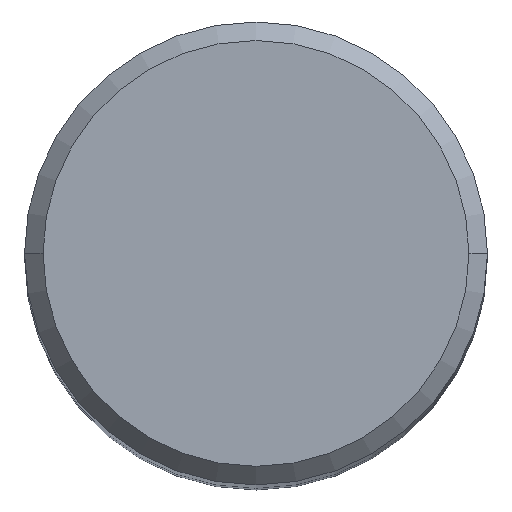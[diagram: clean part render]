
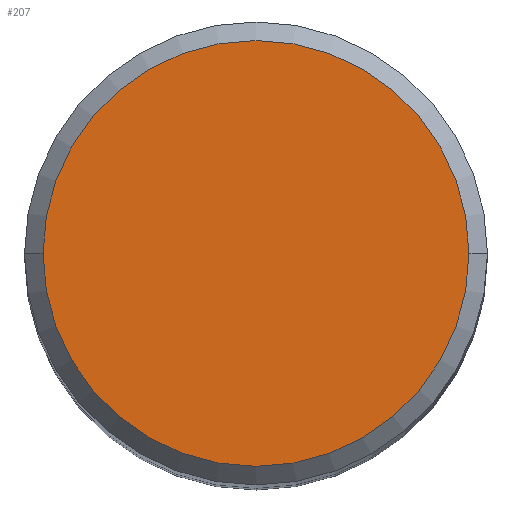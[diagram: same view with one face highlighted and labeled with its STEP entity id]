
A CAD part, top view. The second image highlights one B-rep face of the part: STEP entity #207.
In plain terms, the highlighted planar face has unit normal (0, 0, 1).
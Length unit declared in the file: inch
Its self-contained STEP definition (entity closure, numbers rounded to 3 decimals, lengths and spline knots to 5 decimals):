
#9 = CIRCLE ( 'NONE', #183, 0.1725 ) ;
#31 = DIRECTION ( 'NONE',  ( 0., 0., 1. ) ) ;
#51 = EDGE_CURVE ( 'NONE', #300, #58, #9, .T. ) ;
#58 = VERTEX_POINT ( 'NONE', #153 ) ;
#77 = DIRECTION ( 'NONE',  ( 1., 0., 0. ) ) ;
#134 = CARTESIAN_POINT ( 'NONE',  ( 0., 0., 2.5 ) ) ;
#138 = CIRCLE ( 'NONE', #252, 0.1725 ) ;
#153 = CARTESIAN_POINT ( 'NONE',  ( 0.1725, 0., 2.5 ) ) ;
#163 = DIRECTION ( 'NONE',  ( 1., 0., 0. ) ) ;
#183 = AXIS2_PLACEMENT_3D ( 'NONE', #185, #233, #77 ) ;
#185 = CARTESIAN_POINT ( 'NONE',  ( 0., 0., 2.5 ) ) ;
#186 = FACE_OUTER_BOUND ( 'NONE', #267, .T. ) ;
#207 = ADVANCED_FACE ( 'NONE', ( #186 ), #293, .T. ) ;
#233 = DIRECTION ( 'NONE',  ( 0., 0., 1. ) ) ;
#240 = CARTESIAN_POINT ( 'NONE',  ( 0., 0., 2.5 ) ) ;
#251 = EDGE_CURVE ( 'NONE', #58, #300, #138, .T. ) ;
#252 = AXIS2_PLACEMENT_3D ( 'NONE', #240, #264, #163 ) ;
#262 = CARTESIAN_POINT ( 'NONE',  ( -0.1725, 0., 2.5 ) ) ;
#264 = DIRECTION ( 'NONE',  ( 0., 0., 1. ) ) ;
#267 = EDGE_LOOP ( 'NONE', ( #294, #283 ) ) ;
#283 = ORIENTED_EDGE ( 'NONE', *, *, #251, .T. ) ;
#292 = DIRECTION ( 'NONE',  ( 1., 0., 0. ) ) ;
#293 = PLANE ( 'NONE',  #308 ) ;
#294 = ORIENTED_EDGE ( 'NONE', *, *, #51, .T. ) ;
#300 = VERTEX_POINT ( 'NONE', #262 ) ;
#308 = AXIS2_PLACEMENT_3D ( 'NONE', #134, #31, #292 ) ;
